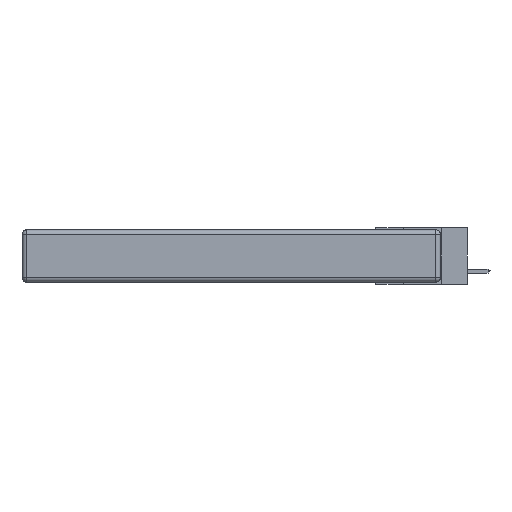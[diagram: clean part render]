
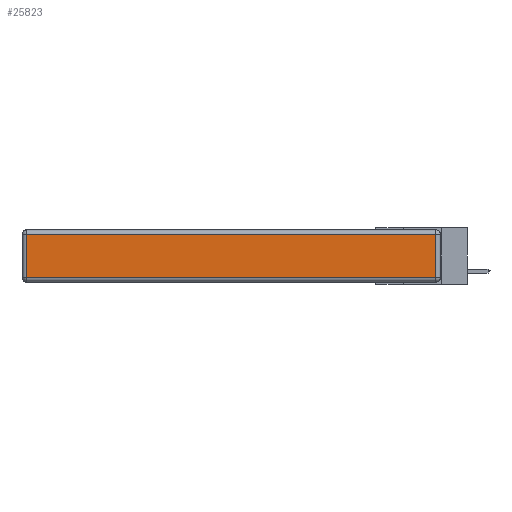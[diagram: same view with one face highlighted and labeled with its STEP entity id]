
A CAD part, left-side view. The second image highlights one B-rep face of the part: STEP entity #25823.
In plain terms, the highlighted planar face has unit normal (-1, 0, 0).
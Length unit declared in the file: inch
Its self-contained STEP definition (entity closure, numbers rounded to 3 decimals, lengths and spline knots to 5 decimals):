
#252 = DIRECTION ( 'NONE',  ( 0., 0., 1. ) ) ;
#1272 = VERTEX_POINT ( 'NONE', #20661 ) ;
#2438 = CARTESIAN_POINT ( 'NONE',  ( 0., 2.72, -0.313 ) ) ;
#3091 = FACE_OUTER_BOUND ( 'NONE', #16389, .T. ) ;
#3583 = EDGE_CURVE ( 'NONE', #24628, #8542, #29302, .T. ) ;
#4059 = EDGE_CURVE ( 'NONE', #13320, #1272, #8202, .T. ) ;
#6862 = EDGE_CURVE ( 'NONE', #1272, #24628, #10633, .T. ) ;
#7773 = DIRECTION ( 'NONE',  ( 0., -1., 0. ) ) ;
#7836 = ORIENTED_EDGE ( 'NONE', *, *, #6862, .T. ) ;
#8202 = LINE ( 'NONE', #12788, #24982 ) ;
#8542 = VERTEX_POINT ( 'NONE', #11288 ) ;
#8566 = PLANE ( 'NONE',  #16435 ) ;
#9111 = CARTESIAN_POINT ( 'NONE',  ( 0., 2.72, -0.343 ) ) ;
#9847 = ORIENTED_EDGE ( 'NONE', *, *, #4059, .T. ) ;
#10633 = LINE ( 'NONE', #20011, #21286 ) ;
#11288 = CARTESIAN_POINT ( 'NONE',  ( 0., 2.72, -0.03 ) ) ;
#12788 = CARTESIAN_POINT ( 'NONE',  ( 0., 0., -0.313 ) ) ;
#12948 = CARTESIAN_POINT ( 'NONE',  ( 0., 0., -0.343 ) ) ;
#13253 = DIRECTION ( 'NONE',  ( 0., 0., 1. ) ) ;
#13320 = VERTEX_POINT ( 'NONE', #2438 ) ;
#14256 = EDGE_CURVE ( 'NONE', #8542, #13320, #29975, .T. ) ;
#14257 = CARTESIAN_POINT ( 'NONE',  ( 0., 2.75, -0.03 ) ) ;
#16349 = DIRECTION ( 'NONE',  ( 0., 0., -1. ) ) ;
#16389 = EDGE_LOOP ( 'NONE', ( #9847, #7836, #16519, #25020 ) ) ;
#16435 = AXIS2_PLACEMENT_3D ( 'NONE', #12948, #30082, #13253 ) ;
#16519 = ORIENTED_EDGE ( 'NONE', *, *, #3583, .T. ) ;
#18251 = CARTESIAN_POINT ( 'NONE',  ( 0., 0.03, -0.03 ) ) ;
#20011 = CARTESIAN_POINT ( 'NONE',  ( 0., 0.03, -0.343 ) ) ;
#20661 = CARTESIAN_POINT ( 'NONE',  ( 0., 0.03, -0.313 ) ) ;
#20842 = VECTOR ( 'NONE', #31374, 39.37008 ) ;
#21286 = VECTOR ( 'NONE', #252, 39.37008 ) ;
#24628 = VERTEX_POINT ( 'NONE', #18251 ) ;
#24982 = VECTOR ( 'NONE', #7773, 39.37008 ) ;
#25020 = ORIENTED_EDGE ( 'NONE', *, *, #14256, .T. ) ;
#25823 = ADVANCED_FACE ( 'NONE', ( #3091 ), #8566, .T. ) ;
#29217 = VECTOR ( 'NONE', #16349, 39.37008 ) ;
#29302 = LINE ( 'NONE', #14257, #20842 ) ;
#29975 = LINE ( 'NONE', #9111, #29217 ) ;
#30082 = DIRECTION ( 'NONE',  ( -1., 0., 0. ) ) ;
#31374 = DIRECTION ( 'NONE',  ( 0., 1., 0. ) ) ;
